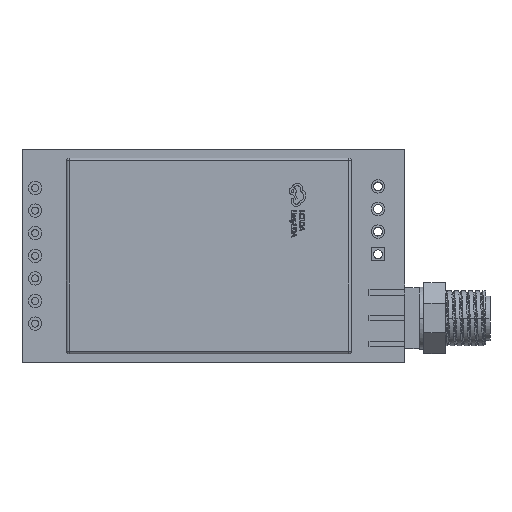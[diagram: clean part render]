
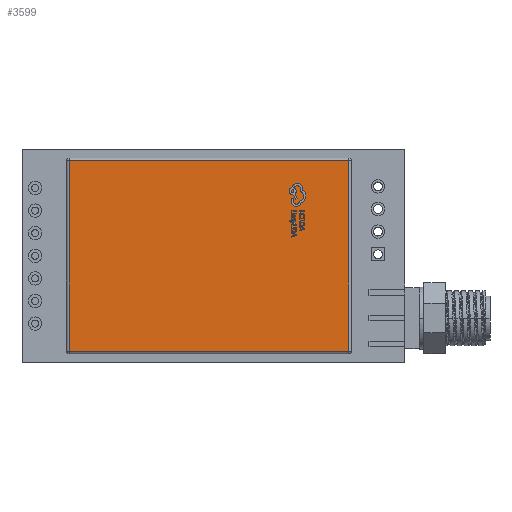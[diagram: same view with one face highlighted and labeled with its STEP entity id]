
A CAD part, top view. The second image highlights one B-rep face of the part: STEP entity #3599.
In plain terms, the highlighted planar face has unit normal (0, 0, 1).
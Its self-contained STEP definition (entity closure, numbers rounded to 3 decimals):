
#46 = CARTESIAN_POINT ( 'NONE',  ( -15.623, 10.61, 6.74 ) ) ;
#563 = CARTESIAN_POINT ( 'NONE',  ( 0.877, -0.09, 6.74 ) ) ;
#2116 = DIRECTION ( 'NONE',  ( 1., 0., 0. ) ) ;
#2821 = DIRECTION ( 'NONE',  ( -1., 0., 0. ) ) ;
#2997 = CARTESIAN_POINT ( 'NONE',  ( 16.077, 10.91, 6.74 ) ) ;
#3343 = PLANE ( 'NONE',  #6195 ) ;
#3484 = EDGE_CURVE ( 'NONE', #3493, #6242, #4293, .T. ) ;
#3493 = VERTEX_POINT ( 'NONE', #10639 ) ;
#3599 = ADVANCED_FACE ( 'NONE', ( #7411 ), #3343, .T. ) ;
#4007 = EDGE_CURVE ( 'NONE', #8728, #12145, #7227, .T. ) ;
#4293 = LINE ( 'NONE', #46, #9526 ) ;
#4665 = DIRECTION ( 'NONE',  ( 0., -1., 0. ) ) ;
#5009 = LINE ( 'NONE', #15435, #14631 ) ;
#5762 = DIRECTION ( 'NONE',  ( 1., 0., 0. ) ) ;
#5818 = ORIENTED_EDGE ( 'NONE', *, *, #3484, .T. ) ;
#5880 = CARTESIAN_POINT ( 'NONE',  ( 16.077, -10.79, 6.74 ) ) ;
#6195 = AXIS2_PLACEMENT_3D ( 'NONE', #563, #8726, #2116 ) ;
#6205 = ORIENTED_EDGE ( 'NONE', *, *, #7832, .T. ) ;
#6242 = VERTEX_POINT ( 'NONE', #6327 ) ;
#6327 = CARTESIAN_POINT ( 'NONE',  ( -15.323, 10.61, 6.74 ) ) ;
#7227 = LINE ( 'NONE', #12517, #8388 ) ;
#7411 = FACE_OUTER_BOUND ( 'NONE', #10332, .T. ) ;
#7832 = EDGE_CURVE ( 'NONE', #6242, #8728, #5009, .T. ) ;
#8388 = VECTOR ( 'NONE', #5762, 1000. ) ;
#8726 = DIRECTION ( 'NONE',  ( 0., 0., 1. ) ) ;
#8728 = VERTEX_POINT ( 'NONE', #10089 ) ;
#9526 = VECTOR ( 'NONE', #2821, 1000. ) ;
#10089 = CARTESIAN_POINT ( 'NONE',  ( -15.323, -10.79, 6.74 ) ) ;
#10332 = EDGE_LOOP ( 'NONE', ( #14749, #16860, #5818, #6205 ) ) ;
#10501 = VECTOR ( 'NONE', #13937, 1000. ) ;
#10639 = CARTESIAN_POINT ( 'NONE',  ( 16.077, 10.61, 6.74 ) ) ;
#11322 = LINE ( 'NONE', #2997, #10501 ) ;
#12145 = VERTEX_POINT ( 'NONE', #5880 ) ;
#12455 = EDGE_CURVE ( 'NONE', #12145, #3493, #11322, .T. ) ;
#12517 = CARTESIAN_POINT ( 'NONE',  ( 16.377, -10.79, 6.74 ) ) ;
#13937 = DIRECTION ( 'NONE',  ( 0., 1., 0. ) ) ;
#14631 = VECTOR ( 'NONE', #4665, 1000. ) ;
#14749 = ORIENTED_EDGE ( 'NONE', *, *, #4007, .T. ) ;
#15435 = CARTESIAN_POINT ( 'NONE',  ( -15.323, -11.09, 6.74 ) ) ;
#16860 = ORIENTED_EDGE ( 'NONE', *, *, #12455, .T. ) ;
